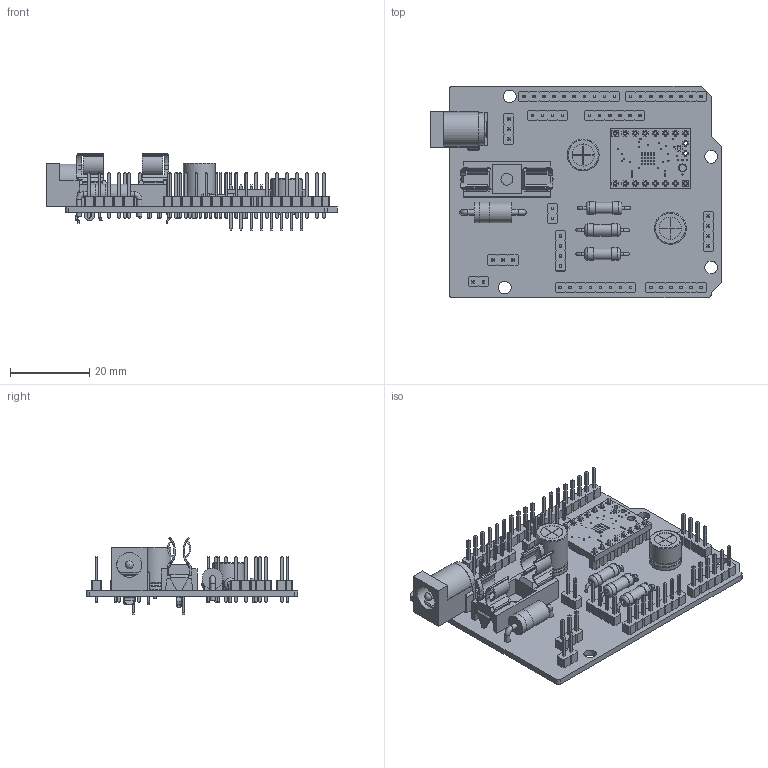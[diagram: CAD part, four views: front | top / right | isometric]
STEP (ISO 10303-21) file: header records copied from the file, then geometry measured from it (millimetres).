
FILE_DESCRIPTION(('KiCad electronic assembly'),'2;1');
FILE_NAME('Perfusion_Shield.step','2025-09-23T12:23:45',('Pcbnew'),( 'Kicad'),'Open CASCADE STEP processor 7.9','KiCad to STEP converter' ,'Unknown');
FILE_SCHEMA(('AUTOMOTIVE_DESIGN { 1 0 10303 214 1 1 1 1 }'));
Length unit declared in the file: millimetre
Products named in the file (15): Perfusion_Shield 1; PinHeader_1x08_P2.54mm_Vertical; PinHeader_1x06_P2.54mm_Vertical; PinHeader_1x10_P2.54mm_Vertical; PinHeader_1x03_P2.54mm_Vertical; MC000827; PinHeader_1x04_P2.54mm_Vertical; R_Axial_DIN0309_L9.0mm_D3.2mm_P12.70mm_Horizontal; PinHeader_1x02_P2.54mm_Vertical; C_Radial_D8.0mm_H7.0mm_P3.50mm; BarrelJack_GCT_DCJ200-10-A_Horizontal; D_DO-201AD_P15.24mm_Horizontal; TMC2209SILENTSTEPSTICK--3DModel-STEP-269445; C_Radial_D8.0mm_H11.5mm_P3.50mm; Perfusion_Shield_PCB
Assembly tree (22 placements, depth 2):
  Perfusion_Shield 1
    PinHeader_1x08_P2.54mm_Vertical  x2
    PinHeader_1x06_P2.54mm_Vertical  x2
    PinHeader_1x10_P2.54mm_Vertical
    PinHeader_1x03_P2.54mm_Vertical  x2
    MC000827
    PinHeader_1x04_P2.54mm_Vertical  x3
    R_Axial_DIN0309_L9.0mm_D3.2mm_P12.70mm_Horizontal  x3
    PinHeader_1x02_P2.54mm_Vertical  x2
    C_Radial_D8.0mm_H7.0mm_P3.50mm
    BarrelJack_GCT_DCJ200-10-A_Horizontal
    D_DO-201AD_P15.24mm_Horizontal
    TMC2209SILENTSTEPSTICK--3DModel-STEP-269445
    C_Radial_D8.0mm_H11.5mm_P3.50mm
    Perfusion_Shield_PCB
Bounding box: 73.28 x 53.34 x 19.6 mm (x, y, z)
Volume: 10378.6 mm3; surface area: 17791.7 mm2
Topology: 98 solids, 100 shells, 3362 faces, 8095 edges, 5075 vertices
Faces by surface type: plane 2846, cylinder 477, bspline 18, torus 16, revolution 4, sphere 1
Full cylindrical faces by diameter (mm): 0.6 x4, 0.7 x12, 0.8 x10, 1 x78, 1.2 x1, 1.3 x6, 1.6 x2, 2 x1, 2.88 x3, 3.2 x10, 5.2 x2, 5.22 x1, 5.6 x6, 6.3 x1, 8 x4
Entity records: 84766 total; most frequent: CARTESIAN_POINT 13772, ORIENTED_EDGE 12880, DIRECTION 12689, EDGE_CURVE 6438, LINE 5401, VECTOR 5401, VERTEX_POINT 4047, AXIS2_PLACEMENT_3D 3642
